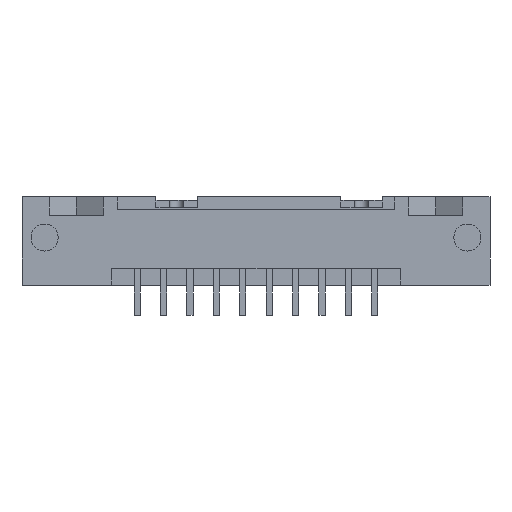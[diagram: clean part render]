
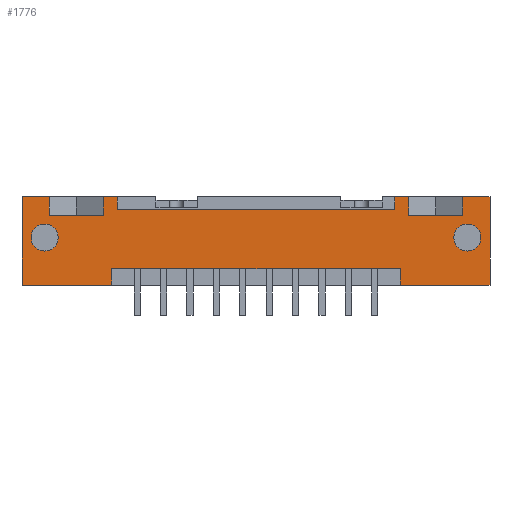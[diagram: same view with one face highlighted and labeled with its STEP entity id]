
A CAD part, front view. The second image highlights one B-rep face of the part: STEP entity #1776.
In plain terms, the highlighted planar face has unit normal (0, -1, 0).
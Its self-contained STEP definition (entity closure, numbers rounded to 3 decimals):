
#1461=FACE_BOUND('',#2693,.T.);
#1462=FACE_BOUND('',#2694,.T.);
#1463=FACE_BOUND('',#2695,.T.);
#1516=CIRCLE('',#7491,1.3);
#1518=CIRCLE('',#7495,1.3);
#1776=ADVANCED_FACE('',(#1461,#1462,#1463),#2082,.T.);
#2082=PLANE('',#7518);
#2693=EDGE_LOOP('',(#3805));
#2694=EDGE_LOOP('',(#3806));
#2695=EDGE_LOOP('',(#3807,#3808,#3809,#3810,#3811,#3812,#3813,#3814,#3815,
#3816,#3817,#3818,#3819,#3820,#3821,#3822,#3823,#3824,#3825,#3826));
#3805=ORIENTED_EDGE('',*,*,#5478,.T.);
#3806=ORIENTED_EDGE('',*,*,#5480,.T.);
#3807=ORIENTED_EDGE('',*,*,#5531,.T.);
#3808=ORIENTED_EDGE('',*,*,#5532,.T.);
#3809=ORIENTED_EDGE('',*,*,#5530,.T.);
#3810=ORIENTED_EDGE('',*,*,#5533,.T.);
#3811=ORIENTED_EDGE('',*,*,#5523,.T.);
#3812=ORIENTED_EDGE('',*,*,#5510,.T.);
#3813=ORIENTED_EDGE('',*,*,#5516,.T.);
#3814=ORIENTED_EDGE('',*,*,#5534,.T.);
#3815=ORIENTED_EDGE('',*,*,#5535,.T.);
#3816=ORIENTED_EDGE('',*,*,#5536,.T.);
#3817=ORIENTED_EDGE('',*,*,#5537,.T.);
#3818=ORIENTED_EDGE('',*,*,#5538,.T.);
#3819=ORIENTED_EDGE('',*,*,#5506,.T.);
#3820=ORIENTED_EDGE('',*,*,#5498,.T.);
#3821=ORIENTED_EDGE('',*,*,#5499,.T.);
#3822=ORIENTED_EDGE('',*,*,#5539,.T.);
#3823=ORIENTED_EDGE('',*,*,#5490,.F.);
#3824=ORIENTED_EDGE('',*,*,#5540,.T.);
#3825=ORIENTED_EDGE('',*,*,#5482,.T.);
#3826=ORIENTED_EDGE('',*,*,#5541,.T.);
#4770=VERTEX_POINT('',#10193);
#4772=VERTEX_POINT('',#10199);
#4774=VERTEX_POINT('',#10203);
#4775=VERTEX_POINT('',#10205);
#4781=VERTEX_POINT('',#10220);
#4782=VERTEX_POINT('',#10222);
#4785=VERTEX_POINT('',#10231);
#4789=VERTEX_POINT('',#10238);
#4790=VERTEX_POINT('',#10242);
#4794=VERTEX_POINT('',#10256);
#4797=VERTEX_POINT('',#10265);
#4798=VERTEX_POINT('',#10266);
#4802=VERTEX_POINT('',#10276);
#4806=VERTEX_POINT('',#10290);
#4811=VERTEX_POINT('',#10303);
#4812=VERTEX_POINT('',#10305);
#4813=VERTEX_POINT('',#10309);
#4814=VERTEX_POINT('',#10310);
#4815=VERTEX_POINT('',#10314);
#4816=VERTEX_POINT('',#10316);
#4817=VERTEX_POINT('',#10318);
#4818=VERTEX_POINT('',#10320);
#5478=EDGE_CURVE('',#4770,#4770,#1516,.T.);
#5480=EDGE_CURVE('',#4772,#4772,#1518,.T.);
#5482=EDGE_CURVE('',#4775,#4774,#6269,.T.);
#5490=EDGE_CURVE('',#4781,#4782,#6277,.T.);
#5498=EDGE_CURVE('',#4785,#4789,#6283,.T.);
#5499=EDGE_CURVE('',#4789,#4790,#6284,.T.);
#5506=EDGE_CURVE('',#4794,#4785,#6291,.T.);
#5510=EDGE_CURVE('',#4797,#4798,#6293,.T.);
#5516=EDGE_CURVE('',#4798,#4802,#6299,.T.);
#5523=EDGE_CURVE('',#4806,#4797,#6306,.T.);
#5530=EDGE_CURVE('',#4811,#4812,#6313,.T.);
#5531=EDGE_CURVE('',#4813,#4814,#6314,.T.);
#5532=EDGE_CURVE('',#4814,#4811,#6315,.T.);
#5533=EDGE_CURVE('',#4812,#4806,#6316,.T.);
#5534=EDGE_CURVE('',#4802,#4815,#6317,.T.);
#5535=EDGE_CURVE('',#4815,#4816,#6318,.T.);
#5536=EDGE_CURVE('',#4816,#4817,#6319,.T.);
#5537=EDGE_CURVE('',#4817,#4818,#6320,.T.);
#5538=EDGE_CURVE('',#4818,#4794,#6321,.T.);
#5539=EDGE_CURVE('',#4790,#4782,#6322,.T.);
#5540=EDGE_CURVE('',#4781,#4775,#6323,.T.);
#5541=EDGE_CURVE('',#4774,#4813,#6324,.T.);
#6269=LINE('',#10204,#7048);
#6277=LINE('',#10221,#7056);
#6283=LINE('',#10239,#7062);
#6284=LINE('',#10241,#7063);
#6291=LINE('',#10255,#7070);
#6293=LINE('',#10264,#7072);
#6299=LINE('',#10278,#7078);
#6306=LINE('',#10291,#7085);
#6313=LINE('',#10306,#7092);
#6314=LINE('',#10308,#7093);
#6315=LINE('',#10311,#7094);
#6316=LINE('',#10312,#7095);
#6317=LINE('',#10313,#7096);
#6318=LINE('',#10315,#7097);
#6319=LINE('',#10317,#7098);
#6320=LINE('',#10319,#7099);
#6321=LINE('',#10321,#7100);
#6322=LINE('',#10322,#7101);
#6323=LINE('',#10323,#7102);
#6324=LINE('',#10324,#7103);
#7048=VECTOR('',#8624,1.);
#7056=VECTOR('',#8636,1.);
#7062=VECTOR('',#8650,1.);
#7063=VECTOR('',#8653,1.);
#7070=VECTOR('',#8666,1.);
#7072=VECTOR('',#8676,1.);
#7078=VECTOR('',#8684,1.);
#7085=VECTOR('',#8697,1.);
#7092=VECTOR('',#8708,1.);
#7093=VECTOR('',#8711,1.);
#7094=VECTOR('',#8712,1.);
#7095=VECTOR('',#8713,1.);
#7096=VECTOR('',#8714,1.);
#7097=VECTOR('',#8715,1.);
#7098=VECTOR('',#8716,1.);
#7099=VECTOR('',#8717,1.);
#7100=VECTOR('',#8718,1.);
#7101=VECTOR('',#8719,1.);
#7102=VECTOR('',#8720,1.);
#7103=VECTOR('',#8721,1.);
#7491=AXIS2_PLACEMENT_3D('',#10192,#8611,#8612);
#7495=AXIS2_PLACEMENT_3D('',#10198,#8619,#8620);
#7518=AXIS2_PLACEMENT_3D('',#10325,#8722,#8723);
#8611=DIRECTION('',(0.,1.,0.));
#8612=DIRECTION('',(1.,0.,0.));
#8619=DIRECTION('',(0.,1.,0.));
#8620=DIRECTION('',(1.,0.,0.));
#8624=DIRECTION('',(0.,0.,1.));
#8636=DIRECTION('',(0.,0.,1.));
#8650=DIRECTION('',(-1.,0.,0.));
#8653=DIRECTION('',(0.,0.,1.));
#8666=DIRECTION('',(0.,0.,-1.));
#8676=DIRECTION('',(-1.,0.,0.));
#8684=DIRECTION('',(0.,0.,1.));
#8697=DIRECTION('',(0.,0.,-1.));
#8708=DIRECTION('',(0.,0.,1.));
#8711=DIRECTION('',(0.,0.,-1.));
#8712=DIRECTION('',(1.,0.,0.));
#8713=DIRECTION('',(-1.,0.,0.));
#8714=DIRECTION('',(-1.,0.,0.));
#8715=DIRECTION('',(0.,0.,-1.));
#8716=DIRECTION('',(-1.,0.,0.));
#8717=DIRECTION('',(0.,0.,1.));
#8718=DIRECTION('',(-1.,0.,0.));
#8719=DIRECTION('',(-1.,0.,0.));
#8720=DIRECTION('',(1.,0.,0.));
#8721=DIRECTION('',(1.,0.,0.));
#8722=DIRECTION('',(0.,-1.,0.));
#8723=DIRECTION('',(1.,0.,0.));
#10192=CARTESIAN_POINT('',(11.247,2.59,4.47));
#10193=CARTESIAN_POINT('',(12.547,2.59,4.47));
#10198=CARTESIAN_POINT('',(-29.393,2.59,4.47));
#10199=CARTESIAN_POINT('',(-28.093,2.59,4.47));
#10203=CARTESIAN_POINT('',(-22.923,2.59,1.473));
#10204=CARTESIAN_POINT('',(-22.923,2.59,0.));
#10205=CARTESIAN_POINT('',(-22.923,2.59,-0.105));
#10220=CARTESIAN_POINT('',(-31.573,2.59,-0.105));
#10221=CARTESIAN_POINT('',(-31.573,2.59,0.));
#10222=CARTESIAN_POINT('',(-31.573,2.59,8.395));
#10231=CARTESIAN_POINT('',(-23.743,2.59,6.62));
#10238=CARTESIAN_POINT('',(-28.943,2.59,6.62));
#10239=CARTESIAN_POINT('',(-23.743,2.59,6.62));
#10241=CARTESIAN_POINT('',(-28.943,2.59,6.8));
#10242=CARTESIAN_POINT('',(-28.943,2.59,8.395));
#10255=CARTESIAN_POINT('',(-23.743,2.59,8.5));
#10256=CARTESIAN_POINT('',(-23.743,2.59,8.395));
#10264=CARTESIAN_POINT('',(10.797,2.59,6.62));
#10265=CARTESIAN_POINT('',(10.797,2.59,6.62));
#10266=CARTESIAN_POINT('',(5.597,2.59,6.62));
#10276=CARTESIAN_POINT('',(5.597,2.59,8.395));
#10278=CARTESIAN_POINT('',(5.597,2.59,6.8));
#10290=CARTESIAN_POINT('',(10.797,2.59,8.395));
#10291=CARTESIAN_POINT('',(10.797,2.59,8.5));
#10303=CARTESIAN_POINT('',(13.427,2.59,-0.105));
#10305=CARTESIAN_POINT('',(13.427,2.59,8.395));
#10306=CARTESIAN_POINT('',(13.427,2.59,0.));
#10308=CARTESIAN_POINT('',(4.777,2.59,1.48));
#10309=CARTESIAN_POINT('',(4.777,2.59,1.473));
#10310=CARTESIAN_POINT('',(4.777,2.59,-0.105));
#10311=CARTESIAN_POINT('',(4.777,2.59,-0.105));
#10312=CARTESIAN_POINT('',(13.427,2.59,8.395));
#10313=CARTESIAN_POINT('',(5.597,2.59,8.395));
#10314=CARTESIAN_POINT('',(4.277,2.59,8.395));
#10315=CARTESIAN_POINT('',(4.277,2.59,8.5));
#10316=CARTESIAN_POINT('',(4.277,2.59,7.17));
#10317=CARTESIAN_POINT('',(4.277,2.59,7.17));
#10318=CARTESIAN_POINT('',(-22.423,2.59,7.17));
#10319=CARTESIAN_POINT('',(-22.423,2.59,7.3));
#10320=CARTESIAN_POINT('',(-22.423,2.59,8.395));
#10321=CARTESIAN_POINT('',(-22.423,2.59,8.395));
#10322=CARTESIAN_POINT('',(-28.943,2.59,8.395));
#10323=CARTESIAN_POINT('',(-31.573,2.59,-0.105));
#10324=CARTESIAN_POINT('',(-22.923,2.59,1.473));
#10325=CARTESIAN_POINT('',(-31.573,2.59,0.));
